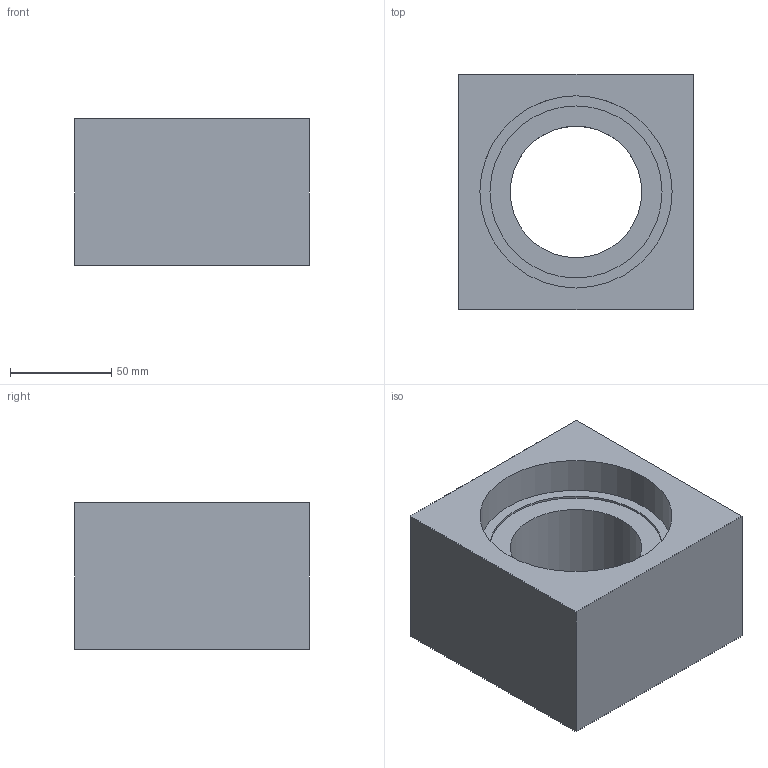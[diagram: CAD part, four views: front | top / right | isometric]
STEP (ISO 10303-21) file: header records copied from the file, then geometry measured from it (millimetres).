
FILE_DESCRIPTION(/* description */ (''),/* implementation_level */ '2;1');
FILE_NAME(/* name */ '2x bloc alu 116mm.step',/* time_stamp */ '2024-03-07T10:30:34+01:00',/* author */ (''),/* organization */ (''),/* preprocessor_version */ 'ST-DEVELOPER v20',/* originating_system */ 'Autodesk Translation Framework v12.20.1.177',/* authorisation */ '');
FILE_SCHEMA (('AUTOMOTIVE_DESIGN { 1 0 10303 214 3 1 1 }'));
Length unit declared in the file: millimetre
Products named in the file (1): FusionComponent
Bounding box: 116 x 116 x 72.5 mm (x, y, z)
Volume: 601192.1 mm3; surface area: 78255.1 mm2
Topology: 1 solids, 1 shells, 317 faces, 911 edges, 602 vertices
Faces by surface type: cylinder 269, plane 24, bspline 16, cone 8
Full cylindrical faces by diameter (mm): 6.779 x64, 8.17 x28, 65 x1, 85 x2, 95 x2
Entity records: 26196 total; most frequent: CARTESIAN_POINT 18971, ORIENTED_EDGE 1806, DIRECTION 1021, EDGE_CURVE 903, VERTEX_POINT 602, B_SPLINE_CURVE_WITH_KNOTS 552, AXIS2_PLACEMENT_3D 368, EDGE_LOOP 333
